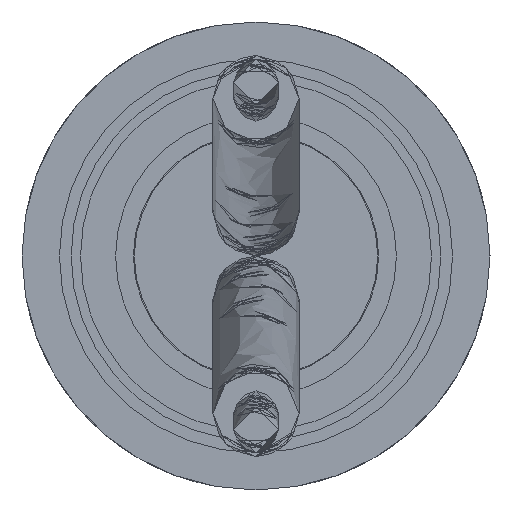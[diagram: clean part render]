
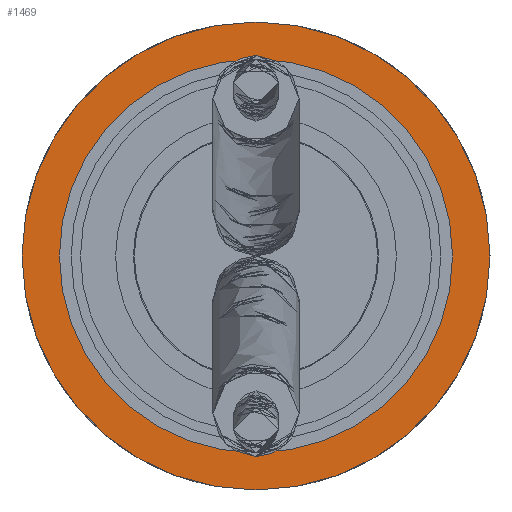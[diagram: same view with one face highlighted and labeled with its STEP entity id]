
A CAD part, left-side view. The second image highlights one B-rep face of the part: STEP entity #1469.
In plain terms, the highlighted planar face has unit normal (-1, 0, 0).
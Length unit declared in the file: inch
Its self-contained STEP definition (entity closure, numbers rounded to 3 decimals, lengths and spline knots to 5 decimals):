
#1 = DIRECTION ( 'NONE',  ( 1., 0., 0. ) ) ;
#68 = CIRCLE ( 'NONE', #271, 0.125 ) ;
#97 = VERTEX_POINT ( 'NONE', #1311 ) ;
#173 = VERTEX_POINT ( 'NONE', #1559 ) ;
#231 = VERTEX_POINT ( 'NONE', #244 ) ;
#244 = CARTESIAN_POINT ( 'NONE',  ( 0., 0.125, 0. ) ) ;
#271 = AXIS2_PLACEMENT_3D ( 'NONE', #626, #1, #1337 ) ;
#282 = ORIENTED_EDGE ( 'NONE', *, *, #353, .T. ) ;
#322 = CIRCLE ( 'NONE', #1012, 0.125 ) ;
#331 = EDGE_CURVE ( 'NONE', #173, #97, #1113, .T. ) ;
#353 = EDGE_CURVE ( 'NONE', #97, #173, #1289, .T. ) ;
#374 = FACE_BOUND ( 'NONE', #588, .T. ) ;
#387 = DIRECTION ( 'NONE',  ( -1., 0., 0. ) ) ;
#419 = AXIS2_PLACEMENT_3D ( 'NONE', #540, #1280, #790 ) ;
#424 = DIRECTION ( 'NONE',  ( 1., 0., 0. ) ) ;
#434 = DIRECTION ( 'NONE',  ( 0., 1., 0. ) ) ;
#513 = PLANE ( 'NONE',  #740 ) ;
#540 = CARTESIAN_POINT ( 'NONE',  ( 0., 0., 0. ) ) ;
#544 = EDGE_LOOP ( 'NONE', ( #606, #914 ) ) ;
#588 = EDGE_LOOP ( 'NONE', ( #1056, #282 ) ) ;
#606 = ORIENTED_EDGE ( 'NONE', *, *, #1380, .F. ) ;
#626 = CARTESIAN_POINT ( 'NONE',  ( 0., 0., 0. ) ) ;
#740 = AXIS2_PLACEMENT_3D ( 'NONE', #997, #387, #1369 ) ;
#775 = CARTESIAN_POINT ( 'NONE',  ( 0., 0., 0. ) ) ;
#790 = DIRECTION ( 'NONE',  ( 0., 1., 0. ) ) ;
#822 = CARTESIAN_POINT ( 'NONE',  ( 0., -0.125, 0. ) ) ;
#898 = DIRECTION ( 'NONE',  ( 0., 1., 0. ) ) ;
#914 = ORIENTED_EDGE ( 'NONE', *, *, #1555, .F. ) ;
#997 = CARTESIAN_POINT ( 'NONE',  ( 0., -0.115, 0. ) ) ;
#1012 = AXIS2_PLACEMENT_3D ( 'NONE', #775, #1257, #434 ) ;
#1056 = ORIENTED_EDGE ( 'NONE', *, *, #331, .T. ) ;
#1113 = CIRCLE ( 'NONE', #1490, 0.105 ) ;
#1230 = VERTEX_POINT ( 'NONE', #822 ) ;
#1257 = DIRECTION ( 'NONE',  ( 1., 0., 0. ) ) ;
#1280 = DIRECTION ( 'NONE',  ( 1., 0., 0. ) ) ;
#1289 = CIRCLE ( 'NONE', #419, 0.105 ) ;
#1311 = CARTESIAN_POINT ( 'NONE',  ( 0., -0.105, 0. ) ) ;
#1337 = DIRECTION ( 'NONE',  ( 0., 1., 0. ) ) ;
#1369 = DIRECTION ( 'NONE',  ( 0., -1., 0. ) ) ;
#1380 = EDGE_CURVE ( 'NONE', #231, #1230, #68, .T. ) ;
#1456 = FACE_OUTER_BOUND ( 'NONE', #544, .T. ) ;
#1469 = ADVANCED_FACE ( 'NONE', ( #374, #1456 ), #513, .T. ) ;
#1490 = AXIS2_PLACEMENT_3D ( 'NONE', #1518, #424, #898 ) ;
#1518 = CARTESIAN_POINT ( 'NONE',  ( 0., 0., 0. ) ) ;
#1555 = EDGE_CURVE ( 'NONE', #1230, #231, #322, .T. ) ;
#1559 = CARTESIAN_POINT ( 'NONE',  ( 0., 0.105, 0. ) ) ;
